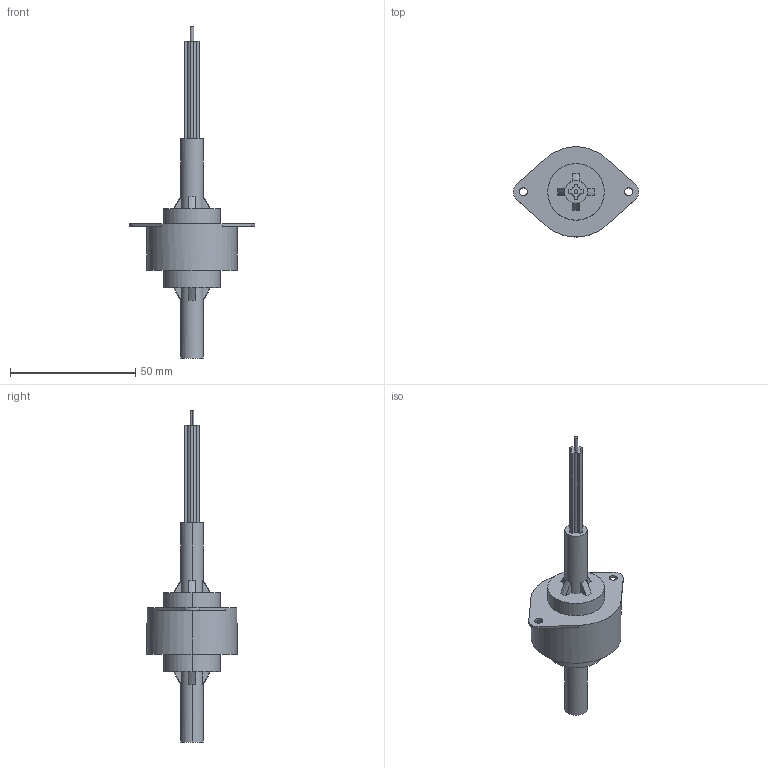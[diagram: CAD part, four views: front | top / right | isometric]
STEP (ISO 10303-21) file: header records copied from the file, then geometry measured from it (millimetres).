
FILE_DESCRIPTION((''),'2;1');
FILE_NAME('K36PA-38','2020-07-13T',('syc2215'),(''),'CREO PARAMETRIC BY PTC INC, 2018220','CREO PARAMETRIC BY PTC INC, 2018220','');
FILE_SCHEMA(('CONFIG_CONTROL_DESIGN'));
Length unit declared in the file: millimetre
Products named in the file (1): K36PA-38
Bounding box: 50 x 36 x 132.5 mm (x, y, z)
Volume: 28670.8 mm3; surface area: 7891.5 mm2
Topology: 1 solids, 1 shells, 72 faces, 192 edges, 128 vertices
Faces by surface type: plane 38, cylinder 26, cone 8
Entity records: 2354 total; most frequent: CARTESIAN_POINT 456, DIRECTION 400, ORIENTED_EDGE 384, EDGE_CURVE 192, AXIS2_PLACEMENT_3D 152, VERTEX_POINT 128, VECTOR 96, LINE 96
